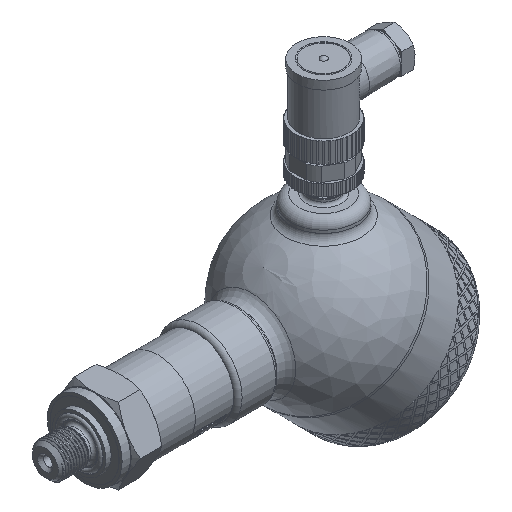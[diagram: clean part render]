
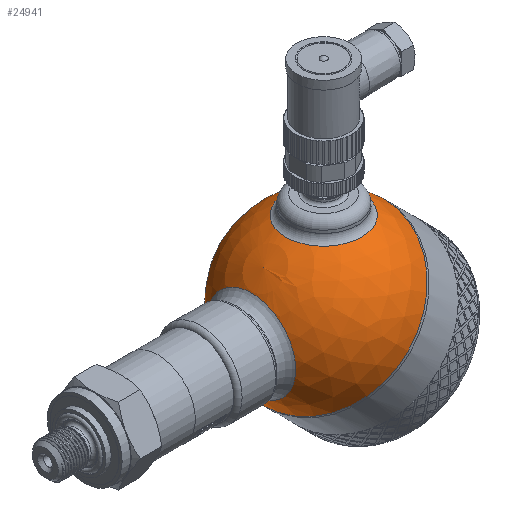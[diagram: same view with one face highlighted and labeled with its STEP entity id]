
A CAD part, isometric view. The second image highlights one B-rep face of the part: STEP entity #24941.
In plain terms, the highlighted spherical face has radius 30 mm.
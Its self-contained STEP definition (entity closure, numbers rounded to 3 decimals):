
#36=SPHERICAL_SURFACE('',#26495,30.);
#1019=FACE_BOUND('',#3857,.T.);
#1020=FACE_BOUND('',#3858,.T.);
#2225=FACE_OUTER_BOUND('',#3856,.T.);
#3856=EDGE_LOOP('',(#18376,#18377,#18378,#18379));
#3857=EDGE_LOOP('',(#18380));
#3858=EDGE_LOOP('',(#18381));
#5365=CIRCLE('',#26418,30.);
#5366=CIRCLE('',#26419,30.);
#5393=CIRCLE('',#26491,13.5);
#5396=CIRCLE('',#26496,30.);
#5397=CIRCLE('',#26497,15.643);
#10029=VERTEX_POINT('',#34730);
#10030=VERTEX_POINT('',#34732);
#10505=VERTEX_POINT('',#40794);
#10507=VERTEX_POINT('',#40801);
#10508=VERTEX_POINT('',#40803);
#12735=EDGE_CURVE('',#10029,#10030,#5365,.T.);
#12736=EDGE_CURVE('',#10030,#10029,#5366,.T.);
#13451=EDGE_CURVE('',#10505,#10505,#5393,.T.);
#13454=EDGE_CURVE('',#10030,#10507,#5396,.T.);
#13455=EDGE_CURVE('',#10508,#10508,#5397,.T.);
#18376=ORIENTED_EDGE('',*,*,#12736,.F.);
#18377=ORIENTED_EDGE('',*,*,#13454,.T.);
#18378=ORIENTED_EDGE('',*,*,#13454,.F.);
#18379=ORIENTED_EDGE('',*,*,#12735,.F.);
#18380=ORIENTED_EDGE('',*,*,#13455,.F.);
#18381=ORIENTED_EDGE('',*,*,#13451,.F.);
#24941=ADVANCED_FACE('',(#2225,#1019,#1020),#36,.T.);
#26418=AXIS2_PLACEMENT_3D('',#34733,#28156,#28157);
#26419=AXIS2_PLACEMENT_3D('',#34734,#28158,#28159);
#26491=AXIS2_PLACEMENT_3D('',#40795,#28554,#28555);
#26495=AXIS2_PLACEMENT_3D('',#40800,#28562,#28563);
#26496=AXIS2_PLACEMENT_3D('',#40802,#28564,#28565);
#26497=AXIS2_PLACEMENT_3D('',#40804,#28566,#28567);
#28156=DIRECTION('center_axis',(1.,0.,0.));
#28157=DIRECTION('ref_axis',(0.,1.,0.));
#28158=DIRECTION('center_axis',(1.,0.,0.));
#28159=DIRECTION('ref_axis',(0.,1.,0.));
#28554=DIRECTION('center_axis',(-0.707,0.,-0.707));
#28555=DIRECTION('ref_axis',(-0.707,0.,0.707));
#28562=DIRECTION('center_axis',(1.,0.,0.));
#28563=DIRECTION('ref_axis',(0.,-1.,0.));
#28564=DIRECTION('center_axis',(0.,0.,1.));
#28565=DIRECTION('ref_axis',(0.,1.,0.));
#28566=DIRECTION('center_axis',(-0.707,0.,0.707));
#28567=DIRECTION('ref_axis',(0.707,0.,0.707));
#34730=CARTESIAN_POINT('',(0.,-30.,0.));
#34732=CARTESIAN_POINT('',(0.,30.,0.));
#34733=CARTESIAN_POINT('Origin',(0.,0.,0.));
#34734=CARTESIAN_POINT('Origin',(0.,0.,0.));
#40794=CARTESIAN_POINT('',(-9.398,0.,-28.49));
#40795=CARTESIAN_POINT('Origin',(-18.944,0.,-18.944));
#40800=CARTESIAN_POINT('Origin',(0.,0.,0.));
#40801=CARTESIAN_POINT('',(-30.,0.,0.));
#40802=CARTESIAN_POINT('Origin',(0.,0.,0.));
#40803=CARTESIAN_POINT('',(-29.162,0.,7.04));
#40804=CARTESIAN_POINT('Origin',(-18.101,0.,18.101));
